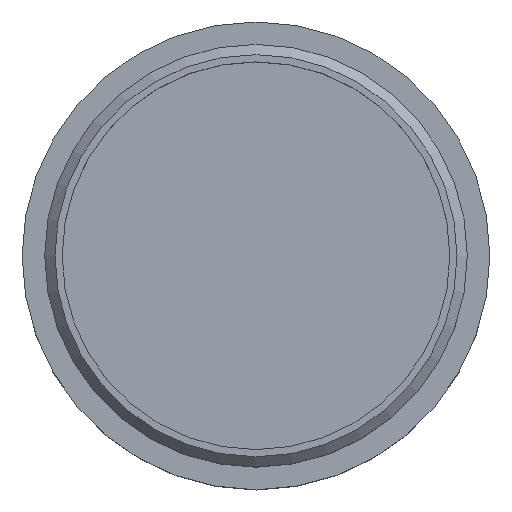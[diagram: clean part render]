
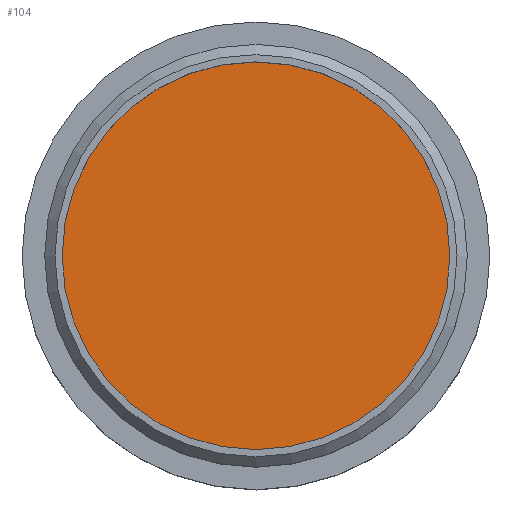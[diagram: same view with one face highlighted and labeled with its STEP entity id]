
A CAD part, top view. The second image highlights one B-rep face of the part: STEP entity #104.
In plain terms, the highlighted planar face has unit normal (0, 0, 1).
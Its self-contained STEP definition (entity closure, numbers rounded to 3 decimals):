
#19=PLANE('',#133);
#30=FACE_OUTER_BOUND('',#40,.T.);
#40=EDGE_LOOP('',(#95));
#54=CIRCLE('',#128,9.45);
#61=VERTEX_POINT('',#186);
#71=EDGE_CURVE('',#61,#61,#54,.T.);
#95=ORIENTED_EDGE('',*,*,#71,.T.);
#104=ADVANCED_FACE('',(#30),#19,.T.);
#128=AXIS2_PLACEMENT_3D('',#188,#156,#157);
#133=AXIS2_PLACEMENT_3D('',#196,#167,#168);
#156=DIRECTION('center_axis',(0.,0.,1.));
#157=DIRECTION('ref_axis',(-1.,0.,0.));
#167=DIRECTION('center_axis',(0.,0.,1.));
#168=DIRECTION('ref_axis',(1.,0.,0.));
#186=CARTESIAN_POINT('',(9.45,0.,0.));
#188=CARTESIAN_POINT('Origin',(0.,0.,0.));
#196=CARTESIAN_POINT('Origin',(0.,0.,0.));
